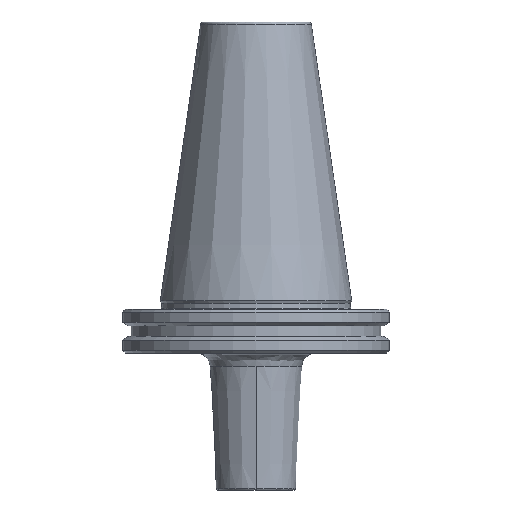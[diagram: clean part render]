
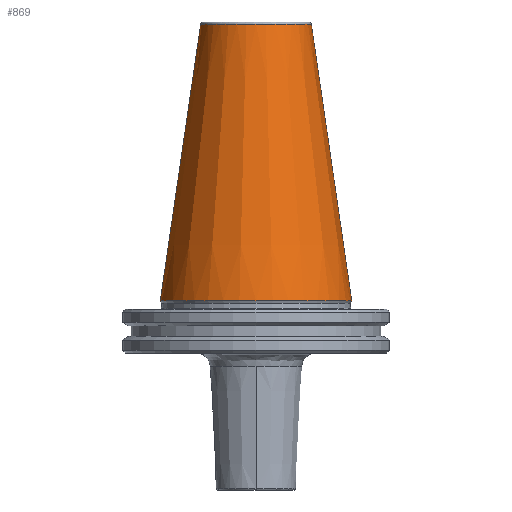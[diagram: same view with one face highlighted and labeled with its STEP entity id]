
A CAD part, front view. The second image highlights one B-rep face of the part: STEP entity #869.
In plain terms, the highlighted conical face has half-angle 8.297 degrees and reference radius 34.925 mm.
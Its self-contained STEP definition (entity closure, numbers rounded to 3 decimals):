
#2 = FACE_OUTER_BOUND ( 'NONE', #291, .T. ) ;
#63 = VECTOR ( 'NONE', #1170, 1000. ) ;
#137 = AXIS2_PLACEMENT_3D ( 'NONE', #1491, #1486, #1480 ) ;
#152 = VECTOR ( 'NONE', #703, 1000. ) ;
#283 = CARTESIAN_POINT ( 'NONE',  ( 20.211, 0., 100.894 ) ) ;
#291 = EDGE_LOOP ( 'NONE', ( #786, #806, #1503, #645 ) ) ;
#308 = CARTESIAN_POINT ( 'NONE',  ( -34.925, 0., 0. ) ) ;
#422 = AXIS2_PLACEMENT_3D ( 'NONE', #1064, #1021, #999 ) ;
#470 = AXIS2_PLACEMENT_3D ( 'NONE', #672, #904, #1038 ) ;
#645 = ORIENTED_EDGE ( 'NONE', *, *, #1111, .T. ) ;
#663 = CARTESIAN_POINT ( 'NONE',  ( 34.925, 0., 0. ) ) ;
#672 = CARTESIAN_POINT ( 'NONE',  ( 0., 0., 0. ) ) ;
#703 = DIRECTION ( 'NONE',  ( 0.144, 0., -0.99 ) ) ;
#737 = CIRCLE ( 'NONE', #137, 34.925 ) ;
#786 = ORIENTED_EDGE ( 'NONE', *, *, #1286, .F. ) ;
#794 = LINE ( 'NONE', #663, #152 ) ;
#806 = ORIENTED_EDGE ( 'NONE', *, *, #811, .T. ) ;
#810 = CARTESIAN_POINT ( 'NONE',  ( -20.211, 0., 100.894 ) ) ;
#811 = EDGE_CURVE ( 'NONE', #1082, #1200, #1305, .T. ) ;
#823 = VERTEX_POINT ( 'NONE', #1073 ) ;
#869 = ADVANCED_FACE ( 'NONE', ( #2 ), #1046, .T. ) ;
#904 = DIRECTION ( 'NONE',  ( 0., 0., -1. ) ) ;
#999 = DIRECTION ( 'NONE',  ( -1., 0., 0. ) ) ;
#1021 = DIRECTION ( 'NONE',  ( 0., 0., -1. ) ) ;
#1038 = DIRECTION ( 'NONE',  ( -1., 0., 0. ) ) ;
#1046 = CONICAL_SURFACE ( 'NONE', #470, 34.925, 0.145 ) ;
#1064 = CARTESIAN_POINT ( 'NONE',  ( 0., 0., 100.894 ) ) ;
#1073 = CARTESIAN_POINT ( 'NONE',  ( 34.925, 0., 0. ) ) ;
#1082 = VERTEX_POINT ( 'NONE', #283 ) ;
#1111 = EDGE_CURVE ( 'NONE', #1360, #823, #737, .T. ) ;
#1123 = LINE ( 'NONE', #1275, #63 ) ;
#1153 = EDGE_CURVE ( 'NONE', #1200, #1360, #1123, .T. ) ;
#1170 = DIRECTION ( 'NONE',  ( -0.144, 0., -0.99 ) ) ;
#1200 = VERTEX_POINT ( 'NONE', #810 ) ;
#1275 = CARTESIAN_POINT ( 'NONE',  ( -34.925, 0., 0. ) ) ;
#1286 = EDGE_CURVE ( 'NONE', #1082, #823, #794, .T. ) ;
#1305 = CIRCLE ( 'NONE', #422, 20.211 ) ;
#1360 = VERTEX_POINT ( 'NONE', #308 ) ;
#1480 = DIRECTION ( 'NONE',  ( -1., 0., 0. ) ) ;
#1486 = DIRECTION ( 'NONE',  ( 0., 0., 1. ) ) ;
#1491 = CARTESIAN_POINT ( 'NONE',  ( 0., 0., 0. ) ) ;
#1503 = ORIENTED_EDGE ( 'NONE', *, *, #1153, .T. ) ;
